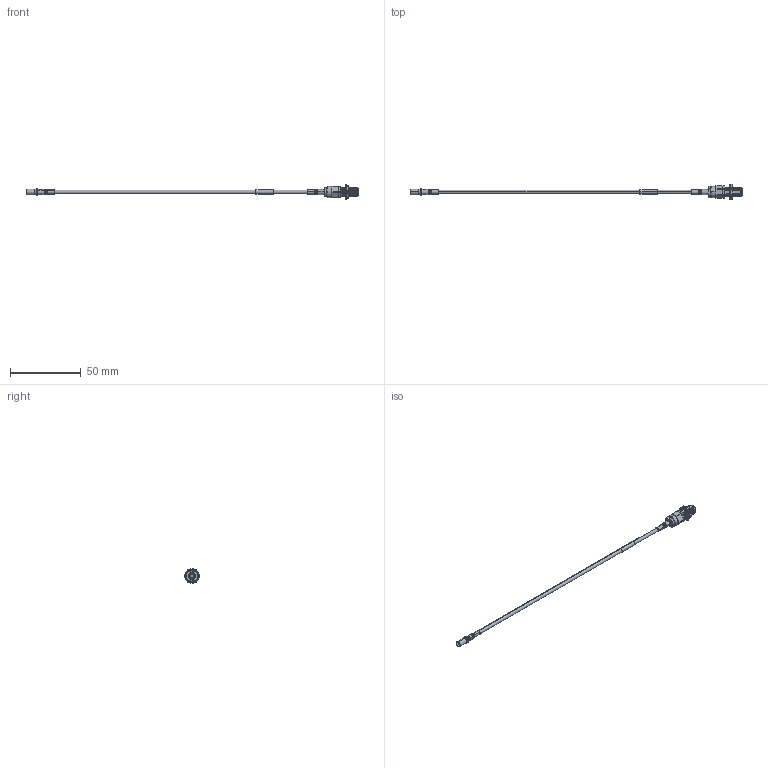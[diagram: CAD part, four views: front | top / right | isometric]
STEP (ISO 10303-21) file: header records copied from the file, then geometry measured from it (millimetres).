
FILE_DESCRIPTION (( 'STEP AP214' ), '1' );
FILE_NAME ('FMCA9747_3D.step', '2024-02-21T16:16:02', ( '' ), ( '' ), 'SwSTEP 2.0', 'SolidWorks 2022', '' );
FILE_SCHEMA (( 'AUTOMOTIVE_DESIGN' ));
Length unit declared in the file: inch
Products named in the file (6): PE45540; PE44802; 1AW01-003_.110 ID; FMCA9747_3D; CA-PE-P086_2_Heatshrink_LONG; PE-P086HF_8 in Length
Assembly tree (6 placements, depth 2):
  FMCA9747_3D
    PE-P086HF_8 in Length
    1AW01-003_.110 ID
    PE44802
    PE45540
    CA-PE-P086_2_Heatshrink_LONG  x2
Bounding box: 234.59 x 10.75 x 10.16 mm (x, y, z)
Volume: 2253.7 mm3; surface area: 3747 mm2
Topology: 7 solids, 8 shells, 356 faces, 970 edges, 639 vertices
Faces by surface type: cylinder 134, bspline 87, plane 66, cone 51, torus 18
Entity records: 34081 total; most frequent: CARTESIAN_POINT 26095, ORIENTED_EDGE 1852, DIRECTION 1308, EDGE_CURVE 926, VERTEX_POINT 615, AXIS2_PLACEMENT_3D 526, EDGE_LOOP 357, FACE_OUTER_BOUND 334
